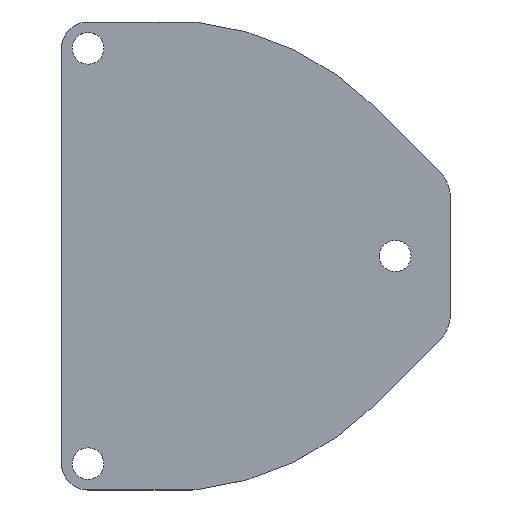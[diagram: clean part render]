
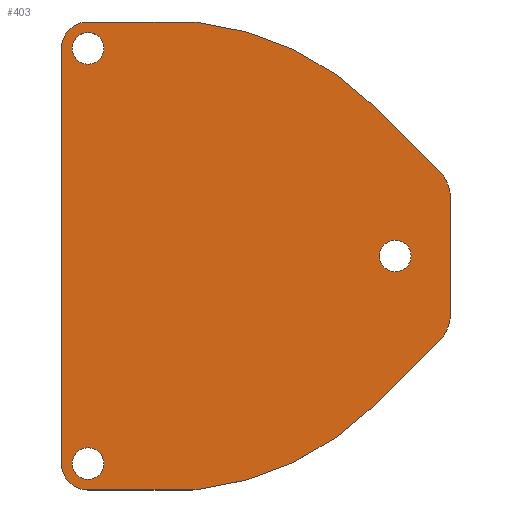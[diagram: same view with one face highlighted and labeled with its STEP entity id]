
A CAD part, top view. The second image highlights one B-rep face of the part: STEP entity #403.
In plain terms, the highlighted planar face has unit normal (0, 0, 1).
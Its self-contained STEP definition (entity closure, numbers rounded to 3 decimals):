
#2=CARTESIAN_POINT('',(94.2,-15.608,0.));
#3=DIRECTION('',(0.,0.,1.));
#4=DIRECTION('',(0.707,-0.707,0.));
#5=AXIS2_PLACEMENT_3D('',#2,#3,#4);
#7=DIRECTION('',(0.707,0.707,0.));
#8=VECTOR('',#7,23.995);
#9=CARTESIAN_POINT('',(84.304,-39.646,0.));
#10=LINE('',#9,#8);
#11=CARTESIAN_POINT('',(27.735,16.922,0.));
#12=DIRECTION('',(0.,0.,1.));
#13=DIRECTION('',(0.104,-0.995,0.));
#14=AXIS2_PLACEMENT_3D('',#11,#12,#13);
#16=CARTESIAN_POINT('',(34.997,-52.7,0.));
#17=DIRECTION('',(0.,0.,1.));
#18=DIRECTION('',(0.,-1.,0.));
#19=AXIS2_PLACEMENT_3D('',#16,#17,#18);
#21=DIRECTION('',(1.,0.,0.));
#22=VECTOR('',#21,27.997);
#23=CARTESIAN_POINT('',(7.,-62.7,0.));
#24=LINE('',#23,#22);
#25=CARTESIAN_POINT('',(7.,-55.7,0.));
#26=DIRECTION('',(0.,0.,1.));
#27=DIRECTION('',(-1.,0.,0.));
#28=AXIS2_PLACEMENT_3D('',#25,#26,#27);
#30=DIRECTION('',(0.,-1.,0.));
#31=VECTOR('',#30,111.4);
#32=CARTESIAN_POINT('',(0.,55.7,0.));
#33=LINE('',#32,#31);
#34=CARTESIAN_POINT('',(7.,55.7,0.));
#35=DIRECTION('',(0.,0.,1.));
#36=DIRECTION('',(0.,1.,0.));
#37=AXIS2_PLACEMENT_3D('',#34,#35,#36);
#39=DIRECTION('',(-1.,0.,0.));
#40=VECTOR('',#39,27.997);
#41=CARTESIAN_POINT('',(34.997,62.7,0.));
#42=LINE('',#41,#40);
#43=CARTESIAN_POINT('',(34.997,52.7,0.));
#44=DIRECTION('',(0.,0.,1.));
#45=DIRECTION('',(0.104,0.995,0.));
#46=AXIS2_PLACEMENT_3D('',#43,#44,#45);
#48=CARTESIAN_POINT('',(27.735,-16.922,0.));
#49=DIRECTION('',(0.,0.,1.));
#50=DIRECTION('',(0.707,0.707,0.));
#51=AXIS2_PLACEMENT_3D('',#48,#49,#50);
#53=DIRECTION('',(-0.707,0.707,0.));
#54=VECTOR('',#53,23.995);
#55=CARTESIAN_POINT('',(101.271,22.679,0.));
#56=LINE('',#55,#54);
#57=CARTESIAN_POINT('',(94.2,15.608,0.));
#58=DIRECTION('',(0.,0.,1.));
#59=DIRECTION('',(1.,0.,0.));
#60=AXIS2_PLACEMENT_3D('',#57,#58,#59);
#62=DIRECTION('',(0.,1.,0.));
#63=VECTOR('',#62,31.216);
#64=CARTESIAN_POINT('',(104.2,-15.608,0.));
#65=LINE('',#64,#63);
#66=CARTESIAN_POINT('',(7.1,55.65,0.));
#67=DIRECTION('',(0.,0.,1.));
#68=DIRECTION('',(0.,-1.,0.));
#69=AXIS2_PLACEMENT_3D('',#66,#67,#68);
#71=CARTESIAN_POINT('',(7.1,55.65,0.));
#72=DIRECTION('',(0.,0.,1.));
#73=DIRECTION('',(0.,1.,0.));
#74=AXIS2_PLACEMENT_3D('',#71,#72,#73);
#76=CARTESIAN_POINT('',(7.1,-55.65,0.));
#77=DIRECTION('',(0.,0.,1.));
#78=DIRECTION('',(0.,-1.,0.));
#79=AXIS2_PLACEMENT_3D('',#76,#77,#78);
#81=CARTESIAN_POINT('',(7.1,-55.65,0.));
#82=DIRECTION('',(0.,0.,1.));
#83=DIRECTION('',(0.,1.,0.));
#84=AXIS2_PLACEMENT_3D('',#81,#82,#83);
#86=CARTESIAN_POINT('',(89.4,0.,0.));
#87=DIRECTION('',(0.,0.,1.));
#88=DIRECTION('',(0.,-1.,0.));
#89=AXIS2_PLACEMENT_3D('',#86,#87,#88);
#91=CARTESIAN_POINT('',(89.4,0.,0.));
#92=DIRECTION('',(0.,0.,1.));
#93=DIRECTION('',(0.,1.,0.));
#94=AXIS2_PLACEMENT_3D('',#91,#92,#93);
#274=CARTESIAN_POINT('',(0.,-55.7,0.));
#275=VERTEX_POINT('',#274);
#276=CARTESIAN_POINT('',(7.,-62.7,0.));
#277=VERTEX_POINT('',#276);
#282=CARTESIAN_POINT('',(7.,62.7,0.));
#283=VERTEX_POINT('',#282);
#284=CARTESIAN_POINT('',(0.,55.7,0.));
#285=VERTEX_POINT('',#284);
#286=CARTESIAN_POINT('',(34.997,-62.7,0.));
#287=VERTEX_POINT('',#286);
#288=CARTESIAN_POINT('',(34.997,62.7,0.));
#289=VERTEX_POINT('',#288);
#298=CARTESIAN_POINT('',(101.271,-22.679,0.));
#299=VERTEX_POINT('',#298);
#300=CARTESIAN_POINT('',(104.2,-15.608,0.));
#301=VERTEX_POINT('',#300);
#306=CARTESIAN_POINT('',(104.2,15.608,0.));
#307=VERTEX_POINT('',#306);
#308=CARTESIAN_POINT('',(101.271,22.679,0.));
#309=VERTEX_POINT('',#308);
#310=CARTESIAN_POINT('',(7.1,51.4,0.));
#311=CARTESIAN_POINT('',(7.1,59.9,0.));
#312=VERTEX_POINT('',#310);
#313=VERTEX_POINT('',#311);
#314=CARTESIAN_POINT('',(7.1,-59.9,0.));
#315=CARTESIAN_POINT('',(7.1,-51.4,0.));
#316=VERTEX_POINT('',#314);
#317=VERTEX_POINT('',#315);
#318=CARTESIAN_POINT('',(89.4,-4.25,0.));
#319=CARTESIAN_POINT('',(89.4,4.25,0.));
#320=VERTEX_POINT('',#318);
#321=VERTEX_POINT('',#319);
#334=CARTESIAN_POINT('',(84.304,-39.646,0.));
#336=VERTEX_POINT('',#334);
#338=CARTESIAN_POINT('',(84.304,39.646,0.));
#340=VERTEX_POINT('',#338);
#344=CARTESIAN_POINT('',(36.035,62.646,0.));
#345=VERTEX_POINT('',#344);
#348=CARTESIAN_POINT('',(36.035,-62.646,0.));
#349=VERTEX_POINT('',#348);
#350=CARTESIAN_POINT('',(0.,0.,0.));
#351=DIRECTION('',(0.,0.,1.));
#352=DIRECTION('',(1.,0.,0.));
#353=AXIS2_PLACEMENT_3D('',#350,#351,#352);
#354=PLANE('',#353);
#356=ORIENTED_EDGE('',*,*,#355,.F.);
#358=ORIENTED_EDGE('',*,*,#357,.F.);
#360=ORIENTED_EDGE('',*,*,#359,.F.);
#362=ORIENTED_EDGE('',*,*,#361,.F.);
#364=ORIENTED_EDGE('',*,*,#363,.F.);
#366=ORIENTED_EDGE('',*,*,#365,.F.);
#368=ORIENTED_EDGE('',*,*,#367,.F.);
#370=ORIENTED_EDGE('',*,*,#369,.F.);
#372=ORIENTED_EDGE('',*,*,#371,.F.);
#374=ORIENTED_EDGE('',*,*,#373,.F.);
#376=ORIENTED_EDGE('',*,*,#375,.F.);
#378=ORIENTED_EDGE('',*,*,#377,.F.);
#380=ORIENTED_EDGE('',*,*,#379,.F.);
#382=ORIENTED_EDGE('',*,*,#381,.F.);
#383=EDGE_LOOP('',(#356,#358,#360,#362,#364,#366,#368,#370,#372,#374,#376,#378,
#380,#382));
#384=FACE_OUTER_BOUND('',#383,.F.);
#386=ORIENTED_EDGE('',*,*,#385,.T.);
#388=ORIENTED_EDGE('',*,*,#387,.T.);
#389=EDGE_LOOP('',(#386,#388));
#390=FACE_BOUND('',#389,.F.);
#392=ORIENTED_EDGE('',*,*,#391,.T.);
#394=ORIENTED_EDGE('',*,*,#393,.T.);
#395=EDGE_LOOP('',(#392,#394));
#396=FACE_BOUND('',#395,.F.);
#398=ORIENTED_EDGE('',*,*,#397,.T.);
#400=ORIENTED_EDGE('',*,*,#399,.T.);
#401=EDGE_LOOP('',(#398,#400));
#402=FACE_BOUND('',#401,.F.);
#403=ADVANCED_FACE('',(#384,#390,#396,#402),#354,.T.);
#6=CIRCLE('',#5,10.);
#15=CIRCLE('',#14,80.);
#20=CIRCLE('',#19,10.);
#29=CIRCLE('',#28,7.);
#38=CIRCLE('',#37,7.);
#47=CIRCLE('',#46,10.);
#52=CIRCLE('',#51,80.);
#61=CIRCLE('',#60,10.);
#70=CIRCLE('',#69,4.25);
#75=CIRCLE('',#74,4.25);
#80=CIRCLE('',#79,4.25);
#85=CIRCLE('',#84,4.25);
#90=CIRCLE('',#89,4.25);
#95=CIRCLE('',#94,4.25);
#355=EDGE_CURVE('',#299,#301,#6,.T.);
#357=EDGE_CURVE('',#336,#299,#10,.T.);
#359=EDGE_CURVE('',#349,#336,#15,.T.);
#361=EDGE_CURVE('',#287,#349,#20,.T.);
#363=EDGE_CURVE('',#277,#287,#24,.T.);
#365=EDGE_CURVE('',#275,#277,#29,.T.);
#367=EDGE_CURVE('',#285,#275,#33,.T.);
#369=EDGE_CURVE('',#283,#285,#38,.T.);
#371=EDGE_CURVE('',#289,#283,#42,.T.);
#373=EDGE_CURVE('',#345,#289,#47,.T.);
#375=EDGE_CURVE('',#340,#345,#52,.T.);
#377=EDGE_CURVE('',#309,#340,#56,.T.);
#379=EDGE_CURVE('',#307,#309,#61,.T.);
#381=EDGE_CURVE('',#301,#307,#65,.T.);
#385=EDGE_CURVE('',#312,#313,#70,.T.);
#387=EDGE_CURVE('',#313,#312,#75,.T.);
#391=EDGE_CURVE('',#316,#317,#80,.T.);
#393=EDGE_CURVE('',#317,#316,#85,.T.);
#397=EDGE_CURVE('',#320,#321,#90,.T.);
#399=EDGE_CURVE('',#321,#320,#95,.T.);
